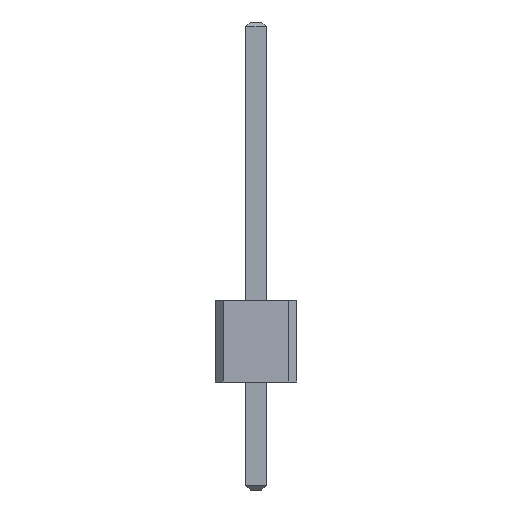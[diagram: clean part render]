
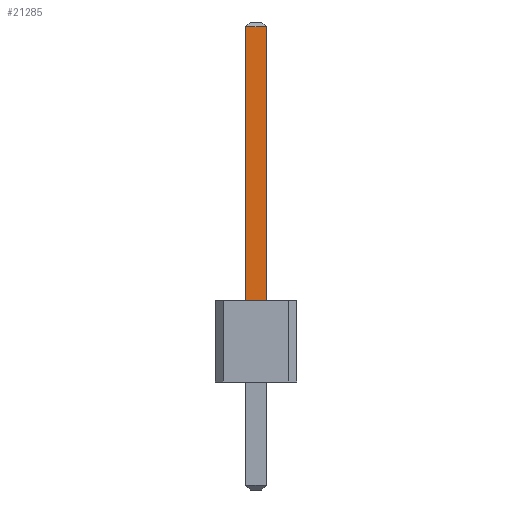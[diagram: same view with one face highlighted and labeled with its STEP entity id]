
A CAD part, front view. The second image highlights one B-rep face of the part: STEP entity #21285.
In plain terms, the highlighted planar face has unit normal (0, -1, 0).
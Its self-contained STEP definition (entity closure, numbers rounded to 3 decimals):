
#100 = PLANE('',#101);
#101 = AXIS2_PLACEMENT_3D('',#102,#103,#104);
#102 = CARTESIAN_POINT('',(-1.25,1.02,2.5));
#103 = DIRECTION('',(0.,0.,-1.));
#104 = DIRECTION('',(0.,1.,0.));
#9978 = VERTEX_POINT('',#9979);
#9979 = CARTESIAN_POINT('',(-0.32,-46.04,2.5));
#9992 = PLANE('',#9993);
#9993 = AXIS2_PLACEMENT_3D('',#9994,#9995,#9996);
#9994 = CARTESIAN_POINT('',(-0.32,-45.4,-3.3));
#9995 = DIRECTION('',(1.,0.,0.));
#9996 = DIRECTION('',(0.,-1.,0.));
#10003 = EDGE_CURVE('',#9978,#10004,#10006,.T.);
#10004 = VERTEX_POINT('',#10005);
#10005 = CARTESIAN_POINT('',(0.32,-46.04,2.5));
#10006 = SURFACE_CURVE('',#10007,(#10011,#10017),.PCURVE_S1.);
#10007 = LINE('',#10008,#10009);
#10008 = CARTESIAN_POINT('',(-0.785,-46.04,2.5));
#10009 = VECTOR('',#10010,1.);
#10010 = DIRECTION('',(1.,0.,0.));
#10011 = PCURVE('',#100,#10012);
#10012 = DEFINITIONAL_REPRESENTATION('',(#10013),#10016);
#10013 = B_SPLINE_CURVE_WITH_KNOTS('',1,(#10014,#10015),.UNSPECIFIED.,
  .F.,.F.,(2,2),(0.401,1.169),.PIECEWISE_BEZIER_KNOTS.);
#10014 = CARTESIAN_POINT('',(-47.06,0.866));
#10015 = CARTESIAN_POINT('',(-47.06,1.634));
#10016 = ( GEOMETRIC_REPRESENTATION_CONTEXT(2) 
PARAMETRIC_REPRESENTATION_CONTEXT() REPRESENTATION_CONTEXT('2D SPACE',''
  ) );
#10017 = PCURVE('',#10018,#10023);
#10018 = PLANE('',#10019);
#10019 = AXIS2_PLACEMENT_3D('',#10020,#10021,#10022);
#10020 = CARTESIAN_POINT('',(-0.32,-46.04,-3.3));
#10021 = DIRECTION('',(0.,1.,0.));
#10022 = DIRECTION('',(1.,0.,0.));
#10023 = DEFINITIONAL_REPRESENTATION('',(#10024),#10027);
#10024 = B_SPLINE_CURVE_WITH_KNOTS('',1,(#10025,#10026),.UNSPECIFIED.,
  .F.,.F.,(2,2),(0.401,1.169),.PIECEWISE_BEZIER_KNOTS.);
#10025 = CARTESIAN_POINT('',(-0.064,-5.8));
#10026 = CARTESIAN_POINT('',(0.704,-5.8));
#10027 = ( GEOMETRIC_REPRESENTATION_CONTEXT(2) 
PARAMETRIC_REPRESENTATION_CONTEXT() REPRESENTATION_CONTEXT('2D SPACE',''
  ) );
#10044 = PLANE('',#10045);
#10045 = AXIS2_PLACEMENT_3D('',#10046,#10047,#10048);
#10046 = CARTESIAN_POINT('',(0.32,-46.04,-3.3));
#10047 = DIRECTION('',(-1.,0.,0.));
#10048 = DIRECTION('',(0.,1.,0.));
#21130 = VERTEX_POINT('',#21131);
#21131 = CARTESIAN_POINT('',(-0.32,-46.04,10.85));
#21157 = EDGE_CURVE('',#9978,#21130,#21158,.T.);
#21158 = SURFACE_CURVE('',#21159,(#21163,#21170),.PCURVE_S1.);
#21159 = LINE('',#21160,#21161);
#21160 = CARTESIAN_POINT('',(-0.32,-46.04,-3.3));
#21161 = VECTOR('',#21162,1.);
#21162 = DIRECTION('',(0.,0.,1.));
#21163 = PCURVE('',#9992,#21164);
#21164 = DEFINITIONAL_REPRESENTATION('',(#21165),#21169);
#21165 = LINE('',#21166,#21167);
#21166 = CARTESIAN_POINT('',(0.64,0.));
#21167 = VECTOR('',#21168,1.);
#21168 = DIRECTION('',(0.,-1.));
#21169 = ( GEOMETRIC_REPRESENTATION_CONTEXT(2) 
PARAMETRIC_REPRESENTATION_CONTEXT() REPRESENTATION_CONTEXT('2D SPACE',''
  ) );
#21170 = PCURVE('',#10018,#21171);
#21171 = DEFINITIONAL_REPRESENTATION('',(#21172),#21176);
#21172 = LINE('',#21173,#21174);
#21173 = CARTESIAN_POINT('',(0.,0.));
#21174 = VECTOR('',#21175,1.);
#21175 = DIRECTION('',(0.,-1.));
#21176 = ( GEOMETRIC_REPRESENTATION_CONTEXT(2) 
PARAMETRIC_REPRESENTATION_CONTEXT() REPRESENTATION_CONTEXT('2D SPACE',''
  ) );
#21236 = EDGE_CURVE('',#10004,#21237,#21239,.T.);
#21237 = VERTEX_POINT('',#21238);
#21238 = CARTESIAN_POINT('',(0.32,-46.04,10.85));
#21239 = SURFACE_CURVE('',#21240,(#21244,#21251),.PCURVE_S1.);
#21240 = LINE('',#21241,#21242);
#21241 = CARTESIAN_POINT('',(0.32,-46.04,-3.3));
#21242 = VECTOR('',#21243,1.);
#21243 = DIRECTION('',(0.,0.,1.));
#21244 = PCURVE('',#10044,#21245);
#21245 = DEFINITIONAL_REPRESENTATION('',(#21246),#21250);
#21246 = LINE('',#21247,#21248);
#21247 = CARTESIAN_POINT('',(0.,0.));
#21248 = VECTOR('',#21249,1.);
#21249 = DIRECTION('',(0.,-1.));
#21250 = ( GEOMETRIC_REPRESENTATION_CONTEXT(2) 
PARAMETRIC_REPRESENTATION_CONTEXT() REPRESENTATION_CONTEXT('2D SPACE',''
  ) );
#21251 = PCURVE('',#10018,#21252);
#21252 = DEFINITIONAL_REPRESENTATION('',(#21253),#21257);
#21253 = LINE('',#21254,#21255);
#21254 = CARTESIAN_POINT('',(0.64,0.));
#21255 = VECTOR('',#21256,1.);
#21256 = DIRECTION('',(0.,-1.));
#21257 = ( GEOMETRIC_REPRESENTATION_CONTEXT(2) 
PARAMETRIC_REPRESENTATION_CONTEXT() REPRESENTATION_CONTEXT('2D SPACE',''
  ) );
#21285 = ADVANCED_FACE('',(#21286),#10018,.F.);
#21286 = FACE_BOUND('',#21287,.F.);
#21287 = EDGE_LOOP('',(#21288,#21289,#21290,#21316));
#21288 = ORIENTED_EDGE('',*,*,#10003,.F.);
#21289 = ORIENTED_EDGE('',*,*,#21157,.T.);
#21290 = ORIENTED_EDGE('',*,*,#21291,.T.);
#21291 = EDGE_CURVE('',#21130,#21237,#21292,.T.);
#21292 = SURFACE_CURVE('',#21293,(#21297,#21304),.PCURVE_S1.);
#21293 = LINE('',#21294,#21295);
#21294 = CARTESIAN_POINT('',(-0.32,-46.04,10.85));
#21295 = VECTOR('',#21296,1.);
#21296 = DIRECTION('',(1.,0.,0.));
#21297 = PCURVE('',#10018,#21298);
#21298 = DEFINITIONAL_REPRESENTATION('',(#21299),#21303);
#21299 = LINE('',#21300,#21301);
#21300 = CARTESIAN_POINT('',(0.,-14.15));
#21301 = VECTOR('',#21302,1.);
#21302 = DIRECTION('',(1.,0.));
#21303 = ( GEOMETRIC_REPRESENTATION_CONTEXT(2) 
PARAMETRIC_REPRESENTATION_CONTEXT() REPRESENTATION_CONTEXT('2D SPACE',''
  ) );
#21304 = PCURVE('',#21305,#21310);
#21305 = PLANE('',#21306);
#21306 = AXIS2_PLACEMENT_3D('',#21307,#21308,#21309);
#21307 = CARTESIAN_POINT('',(-0.32,-45.965,10.925));
#21308 = DIRECTION('',(0.,-0.707,
    0.707));
#21309 = DIRECTION('',(-1.,0.,0.));
#21310 = DEFINITIONAL_REPRESENTATION('',(#21311),#21315);
#21311 = LINE('',#21312,#21313);
#21312 = CARTESIAN_POINT('',(0.,0.106));
#21313 = VECTOR('',#21314,1.);
#21314 = DIRECTION('',(-1.,0.));
#21315 = ( GEOMETRIC_REPRESENTATION_CONTEXT(2) 
PARAMETRIC_REPRESENTATION_CONTEXT() REPRESENTATION_CONTEXT('2D SPACE',''
  ) );
#21316 = ORIENTED_EDGE('',*,*,#21236,.F.);
